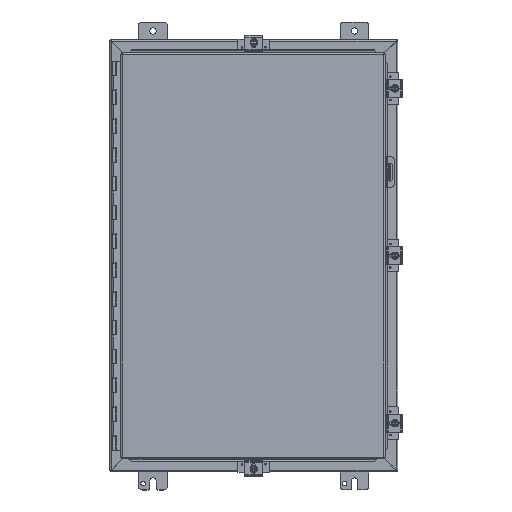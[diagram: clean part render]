
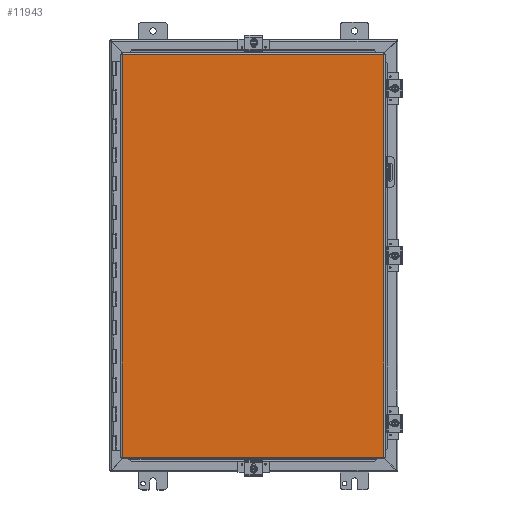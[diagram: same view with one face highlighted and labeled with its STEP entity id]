
A CAD part, top view. The second image highlights one B-rep face of the part: STEP entity #11943.
In plain terms, the highlighted face is planar.
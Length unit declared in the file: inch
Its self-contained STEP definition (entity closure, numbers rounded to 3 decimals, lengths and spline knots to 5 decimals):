
#37 = EDGE_CURVE ( 'NONE', #51637, #37703, #31286, .T. ) ;
#1219 = CARTESIAN_POINT ( 'NONE',  ( -9.08225, -13.9885, 0. ) ) ;
#2487 = ORIENTED_EDGE ( 'NONE', *, *, #18114, .T. ) ;
#3142 = DIRECTION ( 'NONE',  ( -1., 0., 0. ) ) ;
#3386 = CARTESIAN_POINT ( 'NONE',  ( 9.08225, -13.9885, 0. ) ) ;
#3564 = CARTESIAN_POINT ( 'NONE',  ( 9.08225, 13.9885, 0. ) ) ;
#3852 = ORIENTED_EDGE ( 'NONE', *, *, #40710, .T. ) ;
#8924 = PLANE ( 'NONE',  #17524 ) ;
#9995 = CARTESIAN_POINT ( 'NONE',  ( -9.08225, 13.9885, 0. ) ) ;
#10108 = DIRECTION ( 'NONE',  ( 1., 0., 0. ) ) ;
#11943 = ADVANCED_FACE ( 'NONE', ( #14500 ), #8924, .F. ) ;
#13917 = VECTOR ( 'NONE', #38925, 39.37008 ) ;
#14500 = FACE_OUTER_BOUND ( 'NONE', #37370, .T. ) ;
#17524 = AXIS2_PLACEMENT_3D ( 'NONE', #48791, #47737, #47190 ) ;
#18114 = EDGE_CURVE ( 'NONE', #37703, #29302, #49142, .T. ) ;
#18466 = VECTOR ( 'NONE', #25856, 39.37008 ) ;
#23055 = EDGE_CURVE ( 'NONE', #27447, #51637, #34998, .T. ) ;
#25345 = VECTOR ( 'NONE', #10108, 39.37008 ) ;
#25856 = DIRECTION ( 'NONE',  ( 0., 1., 0. ) ) ;
#27447 = VERTEX_POINT ( 'NONE', #39455 ) ;
#27448 = VECTOR ( 'NONE', #3142, 39.37008 ) ;
#29302 = VERTEX_POINT ( 'NONE', #49566 ) ;
#31286 = LINE ( 'NONE', #39469, #13917 ) ;
#31288 = ORIENTED_EDGE ( 'NONE', *, *, #23055, .T. ) ;
#34998 = LINE ( 'NONE', #9995, #25345 ) ;
#37370 = EDGE_LOOP ( 'NONE', ( #3852, #31288, #44213, #2487 ) ) ;
#37703 = VERTEX_POINT ( 'NONE', #51892 ) ;
#38925 = DIRECTION ( 'NONE',  ( 0., -1., 0. ) ) ;
#39455 = CARTESIAN_POINT ( 'NONE',  ( -9.08225, 13.9885, 0. ) ) ;
#39469 = CARTESIAN_POINT ( 'NONE',  ( 9.08225, 13.9885, 0. ) ) ;
#40710 = EDGE_CURVE ( 'NONE', #29302, #27447, #51020, .T. ) ;
#44213 = ORIENTED_EDGE ( 'NONE', *, *, #37, .T. ) ;
#47190 = DIRECTION ( 'NONE',  ( 1., 0., 0. ) ) ;
#47737 = DIRECTION ( 'NONE',  ( 0., 0., 1. ) ) ;
#48791 = CARTESIAN_POINT ( 'NONE',  ( 0., 0., 0. ) ) ;
#49142 = LINE ( 'NONE', #3386, #27448 ) ;
#49566 = CARTESIAN_POINT ( 'NONE',  ( -9.08225, -13.9885, 0. ) ) ;
#51020 = LINE ( 'NONE', #1219, #18466 ) ;
#51637 = VERTEX_POINT ( 'NONE', #3564 ) ;
#51892 = CARTESIAN_POINT ( 'NONE',  ( 9.08225, -13.9885, 0. ) ) ;
